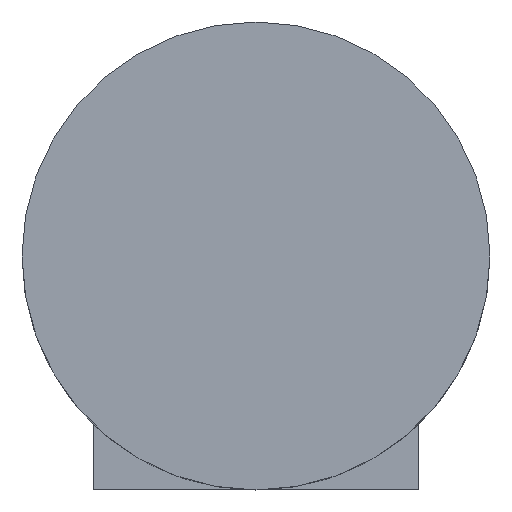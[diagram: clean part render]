
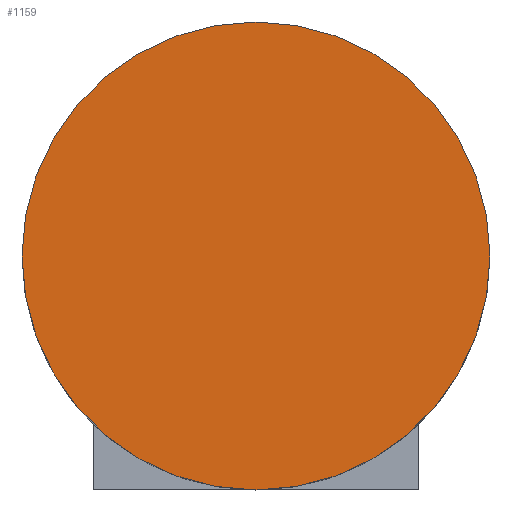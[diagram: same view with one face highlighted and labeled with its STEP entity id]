
A CAD part, front view. The second image highlights one B-rep face of the part: STEP entity #1159.
In plain terms, the highlighted planar face has unit normal (0, -1, 0).
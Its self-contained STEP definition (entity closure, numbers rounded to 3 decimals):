
#827 = CYLINDRICAL_SURFACE('',#828,12.5);
#828 = AXIS2_PLACEMENT_3D('',#829,#830,#831);
#829 = CARTESIAN_POINT('',(0.,75.,0.));
#830 = DIRECTION('',(0.,1.,0.));
#831 = DIRECTION('',(1.,0.,0.));
#1098 = VERTEX_POINT('',#1099);
#1099 = CARTESIAN_POINT('',(12.5,-75.,0.));
#1120 = EDGE_CURVE('',#1098,#1098,#1121,.T.);
#1121 = SURFACE_CURVE('',#1122,(#1127,#1134),.PCURVE_S1.);
#1122 = CIRCLE('',#1123,12.5);
#1123 = AXIS2_PLACEMENT_3D('',#1124,#1125,#1126);
#1124 = CARTESIAN_POINT('',(0.,-75.,0.));
#1125 = DIRECTION('',(0.,-1.,0.));
#1126 = DIRECTION('',(1.,0.,0.));
#1127 = PCURVE('',#827,#1128);
#1128 = DEFINITIONAL_REPRESENTATION('',(#1129),#1133);
#1129 = LINE('',#1130,#1131);
#1130 = CARTESIAN_POINT('',(-0.,-150.));
#1131 = VECTOR('',#1132,1.);
#1132 = DIRECTION('',(-1.,0.));
#1133 = ( GEOMETRIC_REPRESENTATION_CONTEXT(2) 
PARAMETRIC_REPRESENTATION_CONTEXT() REPRESENTATION_CONTEXT('2D SPACE',''
  ) );
#1134 = PCURVE('',#1135,#1140);
#1135 = PLANE('',#1136);
#1136 = AXIS2_PLACEMENT_3D('',#1137,#1138,#1139);
#1137 = CARTESIAN_POINT('',(0.,-75.,0.));
#1138 = DIRECTION('',(0.,1.,0.));
#1139 = DIRECTION('',(0.,0.,1.));
#1140 = DEFINITIONAL_REPRESENTATION('',(#1141),#1149);
#1141 = ( BOUNDED_CURVE() B_SPLINE_CURVE(2,(#1142,#1143,#1144,#1145,
#1146,#1147,#1148),.UNSPECIFIED.,.T.,.F.) B_SPLINE_CURVE_WITH_KNOTS((1,2
    ,2,2,2,1),(-2.094,0.,2.094,4.189,
6.283,8.378),.UNSPECIFIED.) CURVE() 
GEOMETRIC_REPRESENTATION_ITEM() RATIONAL_B_SPLINE_CURVE((1.,0.5,1.,0.5,
1.,0.5,1.)) REPRESENTATION_ITEM('') );
#1142 = CARTESIAN_POINT('',(0.,12.5));
#1143 = CARTESIAN_POINT('',(21.651,12.5));
#1144 = CARTESIAN_POINT('',(10.825,-6.25));
#1145 = CARTESIAN_POINT('',(0.,-25.));
#1146 = CARTESIAN_POINT('',(-10.825,-6.25));
#1147 = CARTESIAN_POINT('',(-21.651,12.5));
#1148 = CARTESIAN_POINT('',(0.,12.5));
#1149 = ( GEOMETRIC_REPRESENTATION_CONTEXT(2) 
PARAMETRIC_REPRESENTATION_CONTEXT() REPRESENTATION_CONTEXT('2D SPACE',''
  ) );
#1159 = ADVANCED_FACE('',(#1160),#1135,.F.);
#1160 = FACE_BOUND('',#1161,.T.);
#1161 = EDGE_LOOP('',(#1162));
#1162 = ORIENTED_EDGE('',*,*,#1120,.T.);
